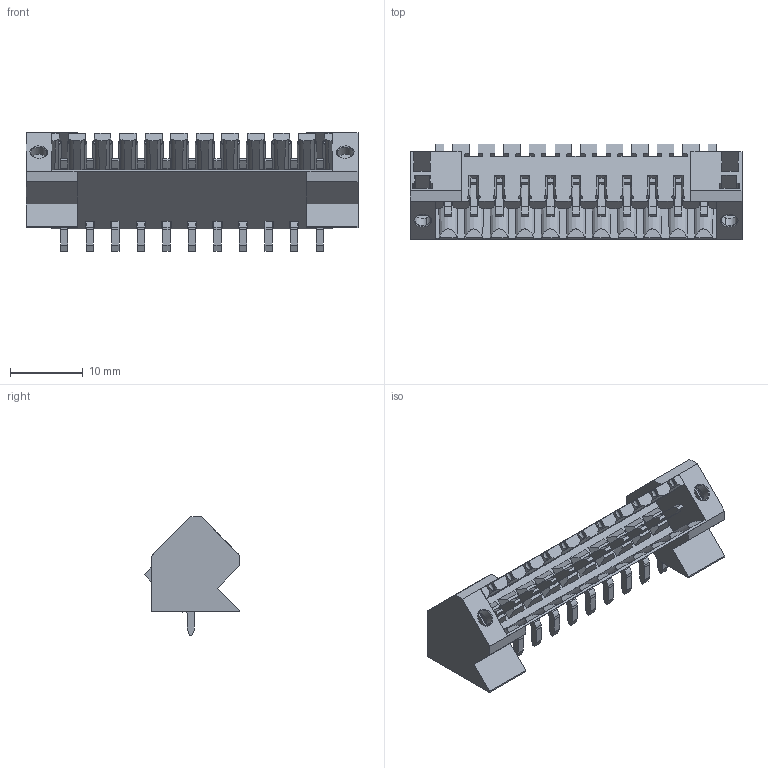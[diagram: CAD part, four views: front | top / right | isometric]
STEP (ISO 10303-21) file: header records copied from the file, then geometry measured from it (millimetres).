
FILE_DESCRIPTION(('CATIA V5 STEP Exchange','CAx-IF Rec.Pracs.--- Model Styling and Organization---1.2---2011-12-15'),'2;1');
FILE_NAME ('D1454206_0_1643420000_1643420000.stp','2018-10-10T07:34:56+00:00',('none'),('Weidmueller'),'CATIA Version 5-6 Release 2014','CATIA V5 STEP AP214','none');
FILE_SCHEMA(('AUTOMOTIVE_DESIGN { 1 0 10303 214 1 1 1 1 }'));
Length unit declared in the file: millimetre
Products named in the file (1): 1643420000
Bounding box: 45.5 x 13.15 x 16.23 mm (x, y, z)
Volume: 2150.8 mm3; surface area: 4664.2 mm2
Topology: 12 solids, 12 shells, 923 faces, 2659 edges, 1762 vertices
Faces by surface type: plane 771, cylinder 137, cone 15
Entity records: 28210 total; most frequent: CARTESIAN_POINT 6358, ORIENTED_EDGE 5318, DIRECTION 3280, EDGE_CURVE 2659, VECTOR 2159, LINE 2159, VERTEX_POINT 1762, EDGE_LOOP 951
